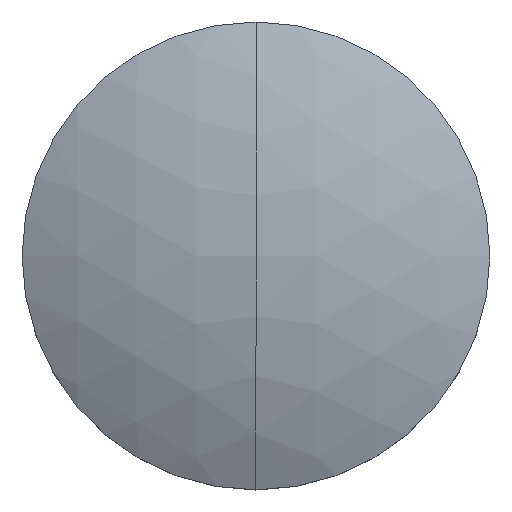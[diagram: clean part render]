
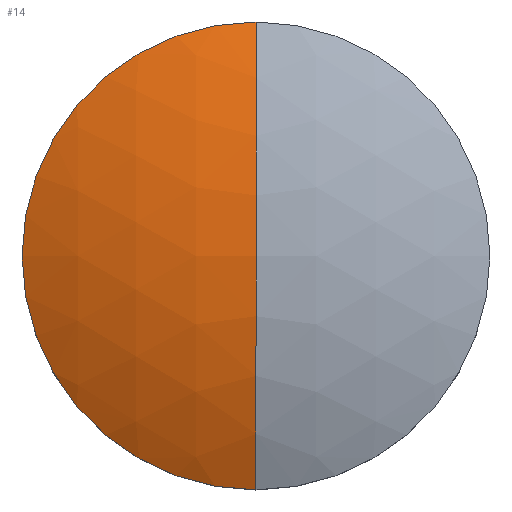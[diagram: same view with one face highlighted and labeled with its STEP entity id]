
A CAD part, top view. The second image highlights one B-rep face of the part: STEP entity #14.
In plain terms, the highlighted spherical face has radius 10.3 mm.
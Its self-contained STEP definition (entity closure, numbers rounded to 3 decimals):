
#6 = ORIENTED_EDGE ( 'NONE', *, *, #18, .T. ) ;
#7 = EDGE_LOOP ( 'NONE', ( #9, #6, #16, #44 ) ) ;
#9 = ORIENTED_EDGE ( 'NONE', *, *, #15, .T. ) ;
#13 = VERTEX_POINT ( 'NONE', #105 ) ;
#14 = ADVANCED_FACE ( 'NONE', ( #104 ), #144, .T. ) ;
#15 = EDGE_CURVE ( 'NONE', #21, #33, #116, .T. ) ;
#16 = ORIENTED_EDGE ( 'NONE', *, *, #45, .T. ) ;
#18 = EDGE_CURVE ( 'NONE', #33, #13, #129, .T. ) ;
#21 = VERTEX_POINT ( 'NONE', #139 ) ;
#24 = VERTEX_POINT ( 'NONE', #138 ) ;
#33 = VERTEX_POINT ( 'NONE', #175 ) ;
#39 = EDGE_CURVE ( 'NONE', #21, #24, #145, .T. ) ;
#44 = ORIENTED_EDGE ( 'NONE', *, *, #39, .F. ) ;
#45 = EDGE_CURVE ( 'NONE', #13, #24, #209, .T. ) ;
#87 = DIRECTION ( 'NONE',  ( 1., 0., 0. ) ) ;
#88 = DIRECTION ( 'NONE',  ( 0., 0., 1. ) ) ;
#92 = DIRECTION ( 'NONE',  ( 0., 1., 0. ) ) ;
#93 = DIRECTION ( 'NONE',  ( -1., 0., 0. ) ) ;
#104 = FACE_OUTER_BOUND ( 'NONE', #7, .T. ) ;
#105 = CARTESIAN_POINT ( 'NONE',  ( 0., -4.5, 0.23 ) ) ;
#106 = CARTESIAN_POINT ( 'NONE',  ( 0., 0., 0.23 ) ) ;
#107 = AXIS2_PLACEMENT_3D ( 'NONE', #106, #88, #87 ) ;
#116 = CIRCLE ( 'NONE', #107, 4.5 ) ;
#126 = DIRECTION ( 'NONE',  ( 0., 0., 1. ) ) ;
#127 = CARTESIAN_POINT ( 'NONE',  ( 0., 0., 0.23 ) ) ;
#128 = AXIS2_PLACEMENT_3D ( 'NONE', #127, #126, #140 ) ;
#129 = CIRCLE ( 'NONE', #128, 4.5 ) ;
#138 = CARTESIAN_POINT ( 'NONE',  ( 0., 0., 1.265 ) ) ;
#139 = CARTESIAN_POINT ( 'NONE',  ( 0., 4.5, 0.23 ) ) ;
#140 = DIRECTION ( 'NONE',  ( 1., 0., 0. ) ) ;
#142 = CARTESIAN_POINT ( 'NONE',  ( 0., 0., -9.035 ) ) ;
#143 = AXIS2_PLACEMENT_3D ( 'NONE', #142, #93, #92 ) ;
#144 = SPHERICAL_SURFACE ( 'NONE', #143, 10.3 ) ;
#145 = CIRCLE ( 'NONE', #168, 10.3 ) ;
#165 = DIRECTION ( 'NONE',  ( 0., 0., -1. ) ) ;
#166 = DIRECTION ( 'NONE',  ( 1., 0., 0. ) ) ;
#167 = CARTESIAN_POINT ( 'NONE',  ( 0., 0., -9.035 ) ) ;
#168 = AXIS2_PLACEMENT_3D ( 'NONE', #167, #166, #165 ) ;
#175 = CARTESIAN_POINT ( 'NONE',  ( -4.5, 0., 0.23 ) ) ;
#197 = CARTESIAN_POINT ( 'NONE',  ( 0., 0., -9.035 ) ) ;
#207 = AXIS2_PLACEMENT_3D ( 'NONE', #197, #212, #208 ) ;
#208 = DIRECTION ( 'NONE',  ( 0., -1., 0. ) ) ;
#209 = CIRCLE ( 'NONE', #207, 10.3 ) ;
#212 = DIRECTION ( 'NONE',  ( -1., 0., 0. ) ) ;
